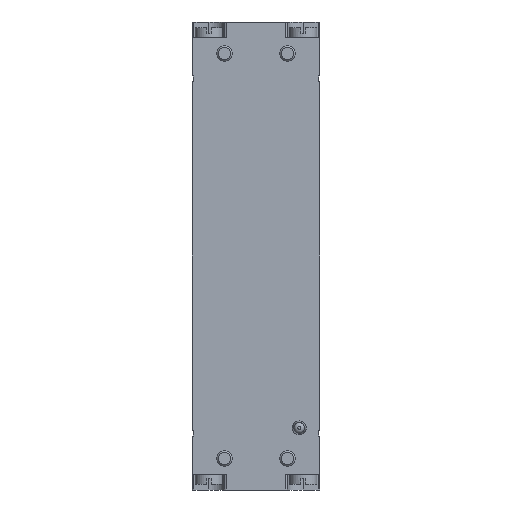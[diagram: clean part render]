
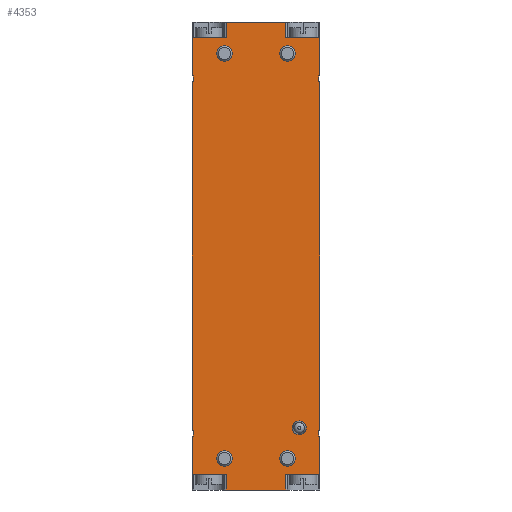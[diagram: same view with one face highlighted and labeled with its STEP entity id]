
A CAD part, front view. The second image highlights one B-rep face of the part: STEP entity #4353.
In plain terms, the highlighted planar face has unit normal (0, -1, 0).
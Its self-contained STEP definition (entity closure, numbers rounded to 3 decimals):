
#122=LINE('',#6628,#504);
#139=LINE('',#6665,#521);
#203=LINE('',#6932,#585);
#206=LINE('',#6954,#588);
#207=LINE('',#6957,#589);
#208=LINE('',#6959,#590);
#209=LINE('',#6960,#591);
#210=LINE('',#6962,#592);
#211=LINE('',#6964,#593);
#212=LINE('',#6966,#594);
#213=LINE('',#6968,#595);
#214=LINE('',#6970,#596);
#215=LINE('',#6971,#597);
#216=LINE('',#6973,#598);
#217=LINE('',#6975,#599);
#218=LINE('',#6977,#600);
#219=LINE('',#6979,#601);
#220=LINE('',#6981,#602);
#221=LINE('',#6983,#603);
#222=LINE('',#6985,#604);
#223=LINE('',#6987,#605);
#224=LINE('',#6989,#606);
#225=LINE('',#6991,#607);
#226=LINE('',#6993,#608);
#227=LINE('',#6995,#609);
#228=LINE('',#6996,#610);
#229=LINE('',#6998,#611);
#230=LINE('',#7000,#612);
#504=VECTOR('',#5195,1000.);
#521=VECTOR('',#5216,1000.);
#585=VECTOR('',#5440,1000.);
#588=VECTOR('',#5461,1000.);
#589=VECTOR('',#5462,1000.);
#590=VECTOR('',#5463,1000.);
#591=VECTOR('',#5464,1000.);
#592=VECTOR('',#5465,1000.);
#593=VECTOR('',#5466,1000.);
#594=VECTOR('',#5467,1000.);
#595=VECTOR('',#5468,1000.);
#596=VECTOR('',#5469,1000.);
#597=VECTOR('',#5470,1000.);
#598=VECTOR('',#5471,1000.);
#599=VECTOR('',#5472,1000.);
#600=VECTOR('',#5473,1000.);
#601=VECTOR('',#5474,1000.);
#602=VECTOR('',#5475,1000.);
#603=VECTOR('',#5476,1000.);
#604=VECTOR('',#5477,1000.);
#605=VECTOR('',#5478,1000.);
#606=VECTOR('',#5479,1000.);
#607=VECTOR('',#5480,1000.);
#608=VECTOR('',#5481,1000.);
#609=VECTOR('',#5482,1000.);
#610=VECTOR('',#5483,1000.);
#611=VECTOR('',#5484,1000.);
#612=VECTOR('',#5485,1000.);
#892=PLANE('',#4716);
#1114=CIRCLE('',#4717,1.75);
#1115=CIRCLE('',#4718,2.);
#1116=CIRCLE('',#4719,2.);
#1117=CIRCLE('',#4720,2.);
#1118=CIRCLE('',#4721,2.);
#1492=ORIENTED_EDGE('',*,*,#2743,.F.);
#1493=ORIENTED_EDGE('',*,*,#2744,.F.);
#1494=ORIENTED_EDGE('',*,*,#2745,.F.);
#1495=ORIENTED_EDGE('',*,*,#2746,.F.);
#1496=ORIENTED_EDGE('',*,*,#2747,.F.);
#1497=ORIENTED_EDGE('',*,*,#2748,.F.);
#1498=ORIENTED_EDGE('',*,*,#2749,.T.);
#1499=ORIENTED_EDGE('',*,*,#2750,.T.);
#1500=ORIENTED_EDGE('',*,*,#2737,.T.);
#1501=ORIENTED_EDGE('',*,*,#2751,.F.);
#1502=ORIENTED_EDGE('',*,*,#2752,.T.);
#1503=ORIENTED_EDGE('',*,*,#2753,.T.);
#1504=ORIENTED_EDGE('',*,*,#2754,.F.);
#1505=ORIENTED_EDGE('',*,*,#2755,.F.);
#1506=ORIENTED_EDGE('',*,*,#2756,.T.);
#1507=ORIENTED_EDGE('',*,*,#2616,.F.);
#1508=ORIENTED_EDGE('',*,*,#2757,.F.);
#1509=ORIENTED_EDGE('',*,*,#2758,.T.);
#1510=ORIENTED_EDGE('',*,*,#2759,.T.);
#1511=ORIENTED_EDGE('',*,*,#2760,.F.);
#1512=ORIENTED_EDGE('',*,*,#2761,.F.);
#1513=ORIENTED_EDGE('',*,*,#2762,.T.);
#1514=ORIENTED_EDGE('',*,*,#2763,.F.);
#1515=ORIENTED_EDGE('',*,*,#2764,.F.);
#1516=ORIENTED_EDGE('',*,*,#2765,.F.);
#1517=ORIENTED_EDGE('',*,*,#2766,.T.);
#1518=ORIENTED_EDGE('',*,*,#2767,.T.);
#1519=ORIENTED_EDGE('',*,*,#2768,.F.);
#1520=ORIENTED_EDGE('',*,*,#2769,.F.);
#1521=ORIENTED_EDGE('',*,*,#2598,.T.);
#1522=ORIENTED_EDGE('',*,*,#2770,.T.);
#1523=ORIENTED_EDGE('',*,*,#2771,.T.);
#1524=ORIENTED_EDGE('',*,*,#2772,.F.);
#2598=EDGE_CURVE('',#3227,#3226,#122,.T.);
#2616=EDGE_CURVE('',#3244,#3245,#139,.T.);
#2737=EDGE_CURVE('',#3344,#3343,#203,.T.);
#2743=EDGE_CURVE('',#3349,#3349,#1114,.F.);
#2744=EDGE_CURVE('',#3350,#3350,#1115,.F.);
#2745=EDGE_CURVE('',#3351,#3351,#1116,.F.);
#2746=EDGE_CURVE('',#3352,#3352,#1117,.F.);
#2747=EDGE_CURVE('',#3353,#3353,#1118,.F.);
#2748=EDGE_CURVE('',#3354,#3355,#206,.T.);
#2749=EDGE_CURVE('',#3354,#3356,#207,.T.);
#2750=EDGE_CURVE('',#3356,#3344,#208,.T.);
#2751=EDGE_CURVE('',#3357,#3343,#209,.T.);
#2752=EDGE_CURVE('',#3357,#3358,#210,.T.);
#2753=EDGE_CURVE('',#3358,#3359,#211,.T.);
#2754=EDGE_CURVE('',#3360,#3359,#212,.T.);
#2755=EDGE_CURVE('',#3361,#3360,#213,.T.);
#2756=EDGE_CURVE('',#3361,#3245,#214,.T.);
#2757=EDGE_CURVE('',#3362,#3244,#215,.T.);
#2758=EDGE_CURVE('',#3362,#3363,#216,.T.);
#2759=EDGE_CURVE('',#3363,#3364,#217,.T.);
#2760=EDGE_CURVE('',#3365,#3364,#218,.T.);
#2761=EDGE_CURVE('',#3366,#3365,#219,.T.);
#2762=EDGE_CURVE('',#3366,#3367,#220,.T.);
#2763=EDGE_CURVE('',#3368,#3367,#221,.T.);
#2764=EDGE_CURVE('',#3369,#3368,#222,.T.);
#2765=EDGE_CURVE('',#3370,#3369,#223,.T.);
#2766=EDGE_CURVE('',#3370,#3371,#224,.T.);
#2767=EDGE_CURVE('',#3371,#3372,#225,.T.);
#2768=EDGE_CURVE('',#3373,#3372,#226,.T.);
#2769=EDGE_CURVE('',#3227,#3373,#227,.T.);
#2770=EDGE_CURVE('',#3226,#3374,#228,.T.);
#2771=EDGE_CURVE('',#3374,#3375,#229,.T.);
#2772=EDGE_CURVE('',#3355,#3375,#230,.T.);
#3226=VERTEX_POINT('',#6627);
#3227=VERTEX_POINT('',#6629);
#3244=VERTEX_POINT('',#6664);
#3245=VERTEX_POINT('',#6666);
#3343=VERTEX_POINT('',#6931);
#3344=VERTEX_POINT('',#6933);
#3349=VERTEX_POINT('',#6945);
#3350=VERTEX_POINT('',#6947);
#3351=VERTEX_POINT('',#6949);
#3352=VERTEX_POINT('',#6951);
#3353=VERTEX_POINT('',#6953);
#3354=VERTEX_POINT('',#6955);
#3355=VERTEX_POINT('',#6956);
#3356=VERTEX_POINT('',#6958);
#3357=VERTEX_POINT('',#6961);
#3358=VERTEX_POINT('',#6963);
#3359=VERTEX_POINT('',#6965);
#3360=VERTEX_POINT('',#6967);
#3361=VERTEX_POINT('',#6969);
#3362=VERTEX_POINT('',#6972);
#3363=VERTEX_POINT('',#6974);
#3364=VERTEX_POINT('',#6976);
#3365=VERTEX_POINT('',#6978);
#3366=VERTEX_POINT('',#6980);
#3367=VERTEX_POINT('',#6982);
#3368=VERTEX_POINT('',#6984);
#3369=VERTEX_POINT('',#6986);
#3370=VERTEX_POINT('',#6988);
#3371=VERTEX_POINT('',#6990);
#3372=VERTEX_POINT('',#6992);
#3373=VERTEX_POINT('',#6994);
#3374=VERTEX_POINT('',#6997);
#3375=VERTEX_POINT('',#6999);
#3693=EDGE_LOOP('',(#1492));
#3694=EDGE_LOOP('',(#1493));
#3695=EDGE_LOOP('',(#1494));
#3696=EDGE_LOOP('',(#1495));
#3697=EDGE_LOOP('',(#1496));
#3698=EDGE_LOOP('',(#1497,#1498,#1499,#1500,#1501,#1502,#1503,#1504,#1505,
#1506,#1507,#1508,#1509,#1510,#1511,#1512,#1513,#1514,#1515,#1516,#1517,
#1518,#1519,#1520,#1521,#1522,#1523,#1524));
#4016=FACE_BOUND('',#3693,.T.);
#4017=FACE_BOUND('',#3694,.T.);
#4018=FACE_BOUND('',#3695,.T.);
#4019=FACE_BOUND('',#3696,.T.);
#4020=FACE_BOUND('',#3697,.T.);
#4021=FACE_BOUND('',#3698,.T.);
#4353=ADVANCED_FACE('',(#4016,#4017,#4018,#4019,#4020,#4021),#892,.F.);
#4716=AXIS2_PLACEMENT_3D('',#6943,#5449,#5450);
#4717=AXIS2_PLACEMENT_3D('',#6944,#5451,#5452);
#4718=AXIS2_PLACEMENT_3D('',#6946,#5453,#5454);
#4719=AXIS2_PLACEMENT_3D('',#6948,#5455,#5456);
#4720=AXIS2_PLACEMENT_3D('',#6950,#5457,#5458);
#4721=AXIS2_PLACEMENT_3D('',#6952,#5459,#5460);
#5195=DIRECTION('',(0.,0.,-1.));
#5216=DIRECTION('',(0.,0.,-1.));
#5440=DIRECTION('',(1.,0.,0.));
#5449=DIRECTION('',(0.,1.,0.));
#5450=DIRECTION('',(0.,0.,1.));
#5451=DIRECTION('',(0.,1.,0.));
#5452=DIRECTION('',(0.,0.,1.));
#5453=DIRECTION('',(0.,1.,0.));
#5454=DIRECTION('',(0.,0.,1.));
#5455=DIRECTION('',(0.,1.,0.));
#5456=DIRECTION('',(0.,0.,1.));
#5457=DIRECTION('',(0.,1.,0.));
#5458=DIRECTION('',(0.,0.,1.));
#5459=DIRECTION('',(0.,1.,0.));
#5460=DIRECTION('',(0.,0.,1.));
#5461=DIRECTION('',(0.,0.,1.));
#5462=DIRECTION('',(1.,0.,0.));
#5463=DIRECTION('',(0.,0.,-1.));
#5464=DIRECTION('',(0.,0.,-1.));
#5465=DIRECTION('',(1.,0.,0.));
#5466=DIRECTION('',(0.,0.,1.));
#5467=DIRECTION('',(1.,0.,0.));
#5468=DIRECTION('',(0.,0.,-1.));
#5469=DIRECTION('',(1.,0.,0.));
#5470=DIRECTION('',(1.,0.,0.));
#5471=DIRECTION('',(0.,0.,1.));
#5472=DIRECTION('',(1.,0.,0.));
#5473=DIRECTION('',(0.,0.,-1.));
#5474=DIRECTION('',(1.,0.,0.));
#5475=DIRECTION('',(0.,0.,1.));
#5476=DIRECTION('',(1.,0.,0.));
#5477=DIRECTION('',(0.,0.,1.));
#5478=DIRECTION('',(1.,0.,0.));
#5479=DIRECTION('',(0.,0.,-1.));
#5480=DIRECTION('',(1.,0.,0.));
#5481=DIRECTION('',(0.,0.,1.));
#5482=DIRECTION('',(1.,0.,0.));
#5483=DIRECTION('',(1.,0.,0.));
#5484=DIRECTION('',(0.,0.,-1.));
#5485=DIRECTION('',(1.,0.,0.));
#6627=CARTESIAN_POINT('',(-16.2,0.,-44.3));
#6628=CARTESIAN_POINT('',(-16.2,0.,45.8));
#6629=CARTESIAN_POINT('',(-16.2,0.,44.3));
#6664=CARTESIAN_POINT('',(16.2,0.,44.3));
#6665=CARTESIAN_POINT('',(16.2,0.,45.8));
#6666=CARTESIAN_POINT('',(16.2,0.,-44.3));
#6931=CARTESIAN_POINT('',(7.6,0.,-59.5));
#6932=CARTESIAN_POINT('',(-16.2,0.,-59.5));
#6933=CARTESIAN_POINT('',(-7.6,0.,-59.5));
#6943=CARTESIAN_POINT('',(-16.2,0.,45.8));
#6944=CARTESIAN_POINT('',(11.,0.,-43.7));
#6945=CARTESIAN_POINT('',(11.,0.,-41.95));
#6946=CARTESIAN_POINT('',(8.,0.,-51.5));
#6947=CARTESIAN_POINT('',(8.,0.,-49.5));
#6948=CARTESIAN_POINT('',(-8.,0.,-51.5));
#6949=CARTESIAN_POINT('',(-8.,0.,-49.5));
#6950=CARTESIAN_POINT('',(-8.,0.,51.5));
#6951=CARTESIAN_POINT('',(-8.,0.,53.5));
#6952=CARTESIAN_POINT('',(8.,0.,51.5));
#6953=CARTESIAN_POINT('',(8.,0.,53.5));
#6954=CARTESIAN_POINT('',(-16.2,0.,-59.5));
#6955=CARTESIAN_POINT('',(-16.2,0.,-55.5));
#6956=CARTESIAN_POINT('',(-16.2,0.,-45.8));
#6957=CARTESIAN_POINT('',(-16.2,0.,-55.5));
#6958=CARTESIAN_POINT('',(-7.6,0.,-55.5));
#6959=CARTESIAN_POINT('',(-7.6,0.,-55.5));
#6960=CARTESIAN_POINT('',(7.6,0.,-55.5));
#6961=CARTESIAN_POINT('',(7.6,0.,-55.5));
#6962=CARTESIAN_POINT('',(-16.2,0.,-55.5));
#6963=CARTESIAN_POINT('',(16.2,0.,-55.5));
#6964=CARTESIAN_POINT('',(16.2,0.,-59.5));
#6965=CARTESIAN_POINT('',(16.2,0.,-45.8));
#6966=CARTESIAN_POINT('',(-16.2,0.,-45.8));
#6967=CARTESIAN_POINT('',(16.,0.,-45.8));
#6968=CARTESIAN_POINT('',(16.,0.,-44.3));
#6969=CARTESIAN_POINT('',(16.,0.,-44.3));
#6970=CARTESIAN_POINT('',(-16.2,0.,-44.3));
#6971=CARTESIAN_POINT('',(-16.2,0.,44.3));
#6972=CARTESIAN_POINT('',(16.,0.,44.3));
#6973=CARTESIAN_POINT('',(16.,0.,44.3));
#6974=CARTESIAN_POINT('',(16.,0.,45.8));
#6975=CARTESIAN_POINT('',(-16.2,0.,45.8));
#6976=CARTESIAN_POINT('',(16.2,0.,45.8));
#6977=CARTESIAN_POINT('',(16.2,0.,59.5));
#6978=CARTESIAN_POINT('',(16.2,0.,55.5));
#6979=CARTESIAN_POINT('',(-16.2,0.,55.5));
#6980=CARTESIAN_POINT('',(7.6,0.,55.5));
#6981=CARTESIAN_POINT('',(7.6,0.,55.5));
#6982=CARTESIAN_POINT('',(7.6,0.,59.5));
#6983=CARTESIAN_POINT('',(-16.2,0.,59.5));
#6984=CARTESIAN_POINT('',(-7.6,0.,59.5));
#6985=CARTESIAN_POINT('',(-7.6,0.,55.5));
#6986=CARTESIAN_POINT('',(-7.6,0.,55.5));
#6987=CARTESIAN_POINT('',(-16.2,0.,55.5));
#6988=CARTESIAN_POINT('',(-16.2,0.,55.5));
#6989=CARTESIAN_POINT('',(-16.2,0.,59.5));
#6990=CARTESIAN_POINT('',(-16.2,0.,45.8));
#6991=CARTESIAN_POINT('',(-16.2,0.,45.8));
#6992=CARTESIAN_POINT('',(-16.,0.,45.8));
#6993=CARTESIAN_POINT('',(-16.,0.,44.3));
#6994=CARTESIAN_POINT('',(-16.,0.,44.3));
#6995=CARTESIAN_POINT('',(-16.2,0.,44.3));
#6996=CARTESIAN_POINT('',(-16.2,0.,-44.3));
#6997=CARTESIAN_POINT('',(-16.,0.,-44.3));
#6998=CARTESIAN_POINT('',(-16.,0.,-44.3));
#6999=CARTESIAN_POINT('',(-16.,0.,-45.8));
#7000=CARTESIAN_POINT('',(-16.2,0.,-45.8));
